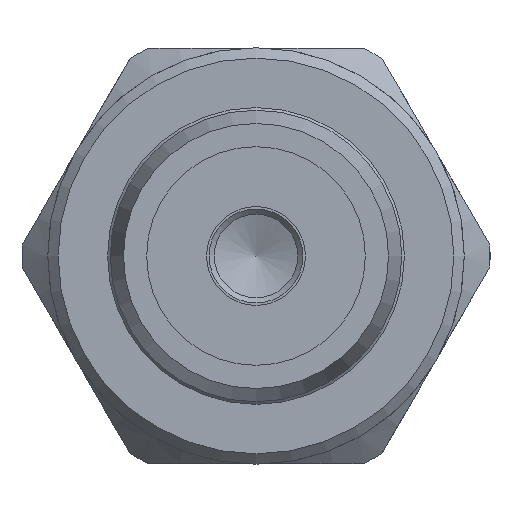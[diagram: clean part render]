
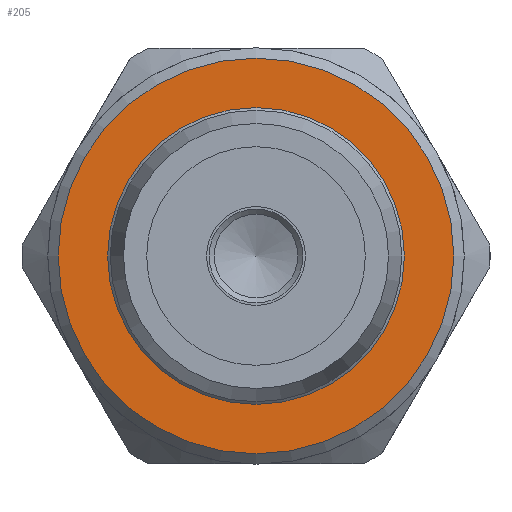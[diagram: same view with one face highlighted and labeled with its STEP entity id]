
A CAD part, left-side view. The second image highlights one B-rep face of the part: STEP entity #205.
In plain terms, the highlighted planar face has unit normal (-1, 0, 0).
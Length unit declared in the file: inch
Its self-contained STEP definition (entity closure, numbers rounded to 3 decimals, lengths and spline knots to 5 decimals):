
#2 = AXIS2_PLACEMENT_3D ( 'NONE', #554, #963, #949 ) ;
#4 = EDGE_CURVE ( 'NONE', #271, #271, #333, .T. ) ;
#49 = CIRCLE ( 'NONE', #2, 0.11024 ) ;
#52 = EDGE_CURVE ( 'NONE', #972, #972, #49, .T. ) ;
#80 = AXIS2_PLACEMENT_3D ( 'NONE', #672, #699, #150 ) ;
#89 = FACE_BOUND ( 'NONE', #1185, .T. ) ;
#150 = DIRECTION ( 'NONE',  ( 0., 0., 1. ) ) ;
#205 = ADVANCED_FACE ( 'NONE', ( #89, #1443 ), #644, .F. ) ;
#209 = ORIENTED_EDGE ( 'NONE', *, *, #52, .F. ) ;
#271 = VERTEX_POINT ( 'NONE', #682 ) ;
#333 = CIRCLE ( 'NONE', #80, 0.14961 ) ;
#554 = CARTESIAN_POINT ( 'NONE',  ( -0.4252, 0., 0. ) ) ;
#644 = PLANE ( 'NONE',  #865 ) ;
#672 = CARTESIAN_POINT ( 'NONE',  ( -0.4252, 0., 0. ) ) ;
#682 = CARTESIAN_POINT ( 'NONE',  ( -0.4252, 0., 0.14961 ) ) ;
#699 = DIRECTION ( 'NONE',  ( -1., 0., 0. ) ) ;
#865 = AXIS2_PLACEMENT_3D ( 'NONE', #888, #900, #1321 ) ;
#888 = CARTESIAN_POINT ( 'NONE',  ( -0.4252, 0., 0.11024 ) ) ;
#900 = DIRECTION ( 'NONE',  ( 1., 0., 0. ) ) ;
#949 = DIRECTION ( 'NONE',  ( 0., 0., 1. ) ) ;
#963 = DIRECTION ( 'NONE',  ( -1., 0., 0. ) ) ;
#972 = VERTEX_POINT ( 'NONE', #1482 ) ;
#1185 = EDGE_LOOP ( 'NONE', ( #209 ) ) ;
#1321 = DIRECTION ( 'NONE',  ( 0., 0., -1. ) ) ;
#1443 = FACE_OUTER_BOUND ( 'NONE', #1741, .T. ) ;
#1482 = CARTESIAN_POINT ( 'NONE',  ( -0.4252, 0., 0.11024 ) ) ;
#1574 = ORIENTED_EDGE ( 'NONE', *, *, #4, .T. ) ;
#1741 = EDGE_LOOP ( 'NONE', ( #1574 ) ) ;
